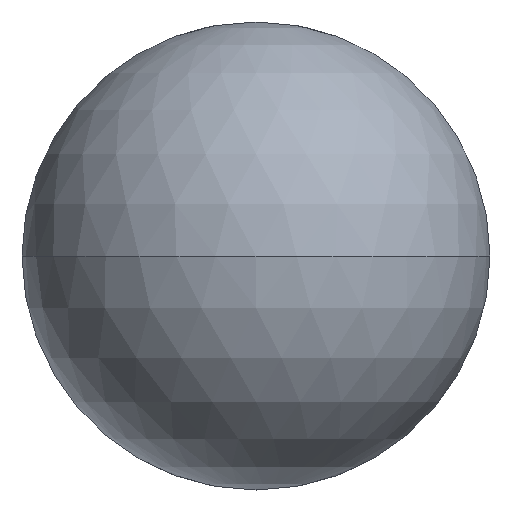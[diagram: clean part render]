
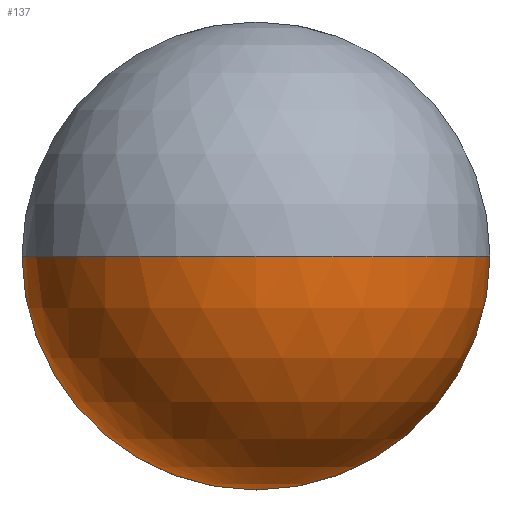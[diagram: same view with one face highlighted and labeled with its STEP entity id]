
A CAD part, front view. The second image highlights one B-rep face of the part: STEP entity #137.
In plain terms, the highlighted spherical face has radius 4.763 mm.
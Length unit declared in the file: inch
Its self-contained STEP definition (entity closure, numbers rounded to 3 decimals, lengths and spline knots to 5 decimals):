
#7 = CIRCLE ( 'NONE', #342, 0.1875 ) ;
#12 = DIRECTION ( 'NONE',  ( 0., 0., 1. ) ) ;
#42 = VERTEX_POINT ( 'NONE', #106 ) ;
#61 = AXIS2_PLACEMENT_3D ( 'NONE', #113, #404, #231 ) ;
#69 = EDGE_CURVE ( 'NONE', #154, #334, #97, .T. ) ;
#95 = ORIENTED_EDGE ( 'NONE', *, *, #69, .T. ) ;
#97 = CIRCLE ( 'NONE', #61, 0.1875 ) ;
#105 = DIRECTION ( 'NONE',  ( 0., 0., -1. ) ) ;
#106 = CARTESIAN_POINT ( 'NONE',  ( 0.1875, 0.1875, 0. ) ) ;
#110 = AXIS2_PLACEMENT_3D ( 'NONE', #159, #413, #481 ) ;
#113 = CARTESIAN_POINT ( 'NONE',  ( 0., 0.1875, 0. ) ) ;
#125 = DIRECTION ( 'NONE',  ( 0., 0., -1. ) ) ;
#137 = ADVANCED_FACE ( 'NONE', ( #153 ), #155, .T. ) ;
#149 = ORIENTED_EDGE ( 'NONE', *, *, #268, .T. ) ;
#153 = FACE_OUTER_BOUND ( 'NONE', #189, .T. ) ;
#154 = VERTEX_POINT ( 'NONE', #437 ) ;
#155 = SPHERICAL_SURFACE ( 'NONE', #478, 0.1875 ) ;
#159 = CARTESIAN_POINT ( 'NONE',  ( 0., 0.1875, 0. ) ) ;
#189 = EDGE_LOOP ( 'NONE', ( #95, #468, #149, #325 ) ) ;
#231 = DIRECTION ( 'NONE',  ( 0., 0., -1. ) ) ;
#235 = CARTESIAN_POINT ( 'NONE',  ( 0., 0., 0. ) ) ;
#252 = CARTESIAN_POINT ( 'NONE',  ( 0., 0.1875, -0.1875 ) ) ;
#268 = EDGE_CURVE ( 'NONE', #42, #374, #502, .T. ) ;
#283 = CARTESIAN_POINT ( 'NONE',  ( 0., 0.1875, 0. ) ) ;
#298 = EDGE_CURVE ( 'NONE', #334, #42, #7, .T. ) ;
#317 = DIRECTION ( 'NONE',  ( -1., 0., 0. ) ) ;
#325 = ORIENTED_EDGE ( 'NONE', *, *, #466, .F. ) ;
#334 = VERTEX_POINT ( 'NONE', #252 ) ;
#342 = AXIS2_PLACEMENT_3D ( 'NONE', #283, #449, #125 ) ;
#351 = AXIS2_PLACEMENT_3D ( 'NONE', #464, #12, #426 ) ;
#360 = CIRCLE ( 'NONE', #351, 0.1875 ) ;
#374 = VERTEX_POINT ( 'NONE', #235 ) ;
#404 = DIRECTION ( 'NONE',  ( 0., -1., 0. ) ) ;
#413 = DIRECTION ( 'NONE',  ( 0., 0., -1. ) ) ;
#426 = DIRECTION ( 'NONE',  ( 1., 0., 0. ) ) ;
#437 = CARTESIAN_POINT ( 'NONE',  ( -0.1875, 0.1875, 0. ) ) ;
#449 = DIRECTION ( 'NONE',  ( 0., -1., 0. ) ) ;
#464 = CARTESIAN_POINT ( 'NONE',  ( 0., 0.1875, 0. ) ) ;
#466 = EDGE_CURVE ( 'NONE', #154, #374, #360, .T. ) ;
#468 = ORIENTED_EDGE ( 'NONE', *, *, #298, .T. ) ;
#478 = AXIS2_PLACEMENT_3D ( 'NONE', #520, #105, #317 ) ;
#481 = DIRECTION ( 'NONE',  ( -1., 0., 0. ) ) ;
#502 = CIRCLE ( 'NONE', #110, 0.1875 ) ;
#520 = CARTESIAN_POINT ( 'NONE',  ( 0., 0.1875, 0. ) ) ;
